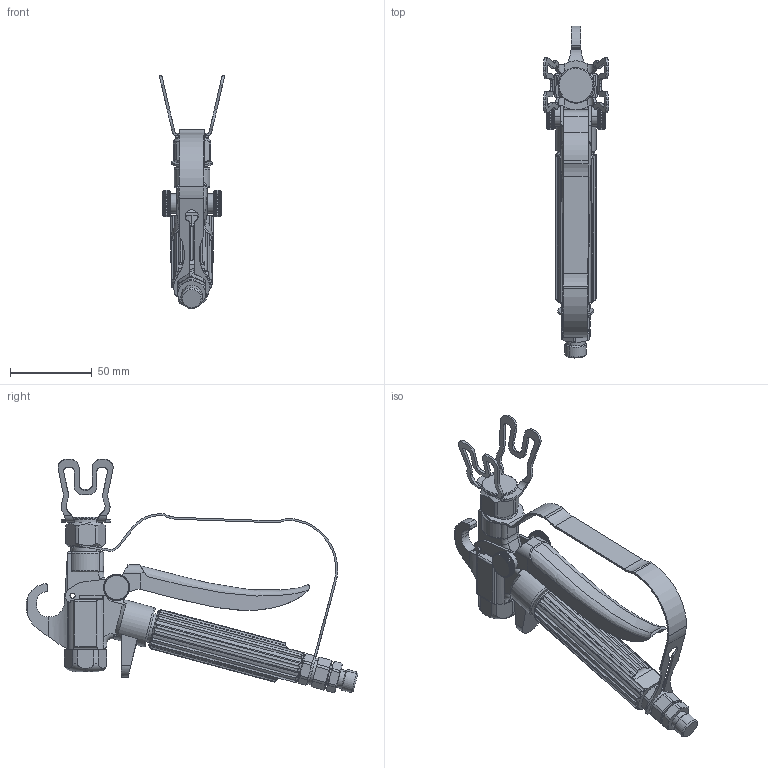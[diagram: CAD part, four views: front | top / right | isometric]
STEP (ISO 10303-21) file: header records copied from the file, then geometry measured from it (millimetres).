
FILE_DESCRIPTION (( 'STEP AP203' ), '1' );
FILE_NAME ('13088220_敢睍嗇廆step.STEP', '2023-10-10T07:20:26', ( '' ), ( '' ), 'SwSTEP 2.0', 'SolidWorks 2019', '' );
FILE_SCHEMA (( 'CONFIG_CONTROL_DESIGN' ));
Length unit declared in the file: millimetre
Products named in the file (1): 13088220_敢睍嗇廆step
Bounding box: 40 x 203.42 x 143.11 mm (x, y, z)
Volume: 125105.6 mm3; surface area: 46395 mm2
Topology: 1 solids, 1 shells, 1089 faces, 2762 edges, 1672 vertices
Faces by surface type: plane 423, cylinder 376, cone 258, torus 16, bspline 16
Entity records: 35664 total; most frequent: CARTESIAN_POINT 10502, ORIENTED_EDGE 5524, DIRECTION 5024, EDGE_CURVE 2762, AXIS2_PLACEMENT_3D 2001, VERTEX_POINT 1672, EDGE_LOOP 1104, ADVANCED_FACE 1089
